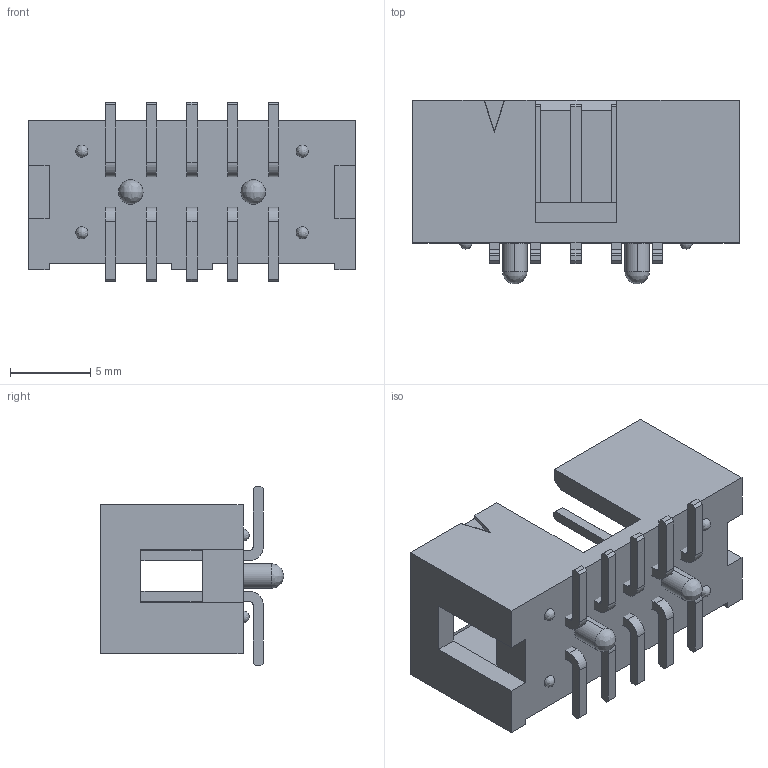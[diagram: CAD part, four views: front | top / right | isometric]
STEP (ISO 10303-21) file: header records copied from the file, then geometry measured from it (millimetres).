
FILE_DESCRIPTION (( 'STEP AP214' ), '1' );
FILE_NAME ('User Library-HTST-105-01-F-DV-A.STEP', '2018-09-20T05:34:13', ( '' ), ( '' ), 'SwSTEP 2.0', 'SolidWorks 2018', '' );
FILE_SCHEMA (( 'AUTOMOTIVE_DESIGN' ));
Length unit declared in the file: inch
Products named in the file (4): User Library-HTST-105-01-F-DV-A; User Library-HTST-105-01-F-DV-A__HTST-First_Position_Indicator; User Library-HTST-105-01-F-DV-A__HTST-105-01-DV-A_header; User Library-HTST-105-01-F-DV-A__T-1S6-05-01-DV_
Assembly tree (3 placements, depth 2):
  User Library-HTST-105-01-F-DV-A
    User Library-HTST-105-01-F-DV-A__HTST-105-01-DV-A_header
    User Library-HTST-105-01-F-DV-A__HTST-First_Position_Indicator
    User Library-HTST-105-01-F-DV-A__T-1S6-05-01-DV_
Bounding box: 20.32 x 11.43 x 11.18 mm (x, y, z)
Volume: 880 mm3; surface area: 1576.9 mm2
Topology: 3 solids, 3 shells, 216 faces, 638 edges, 418 vertices
Faces by surface type: plane 186, cylinder 24, bspline 6
Entity records: 7274 total; most frequent: CARTESIAN_POINT 1356, ORIENTED_EDGE 1252, DIRECTION 1118, EDGE_CURVE 626, VECTOR 566, LINE 566, VERTEX_POINT 418, AXIS2_PLACEMENT_3D 276
